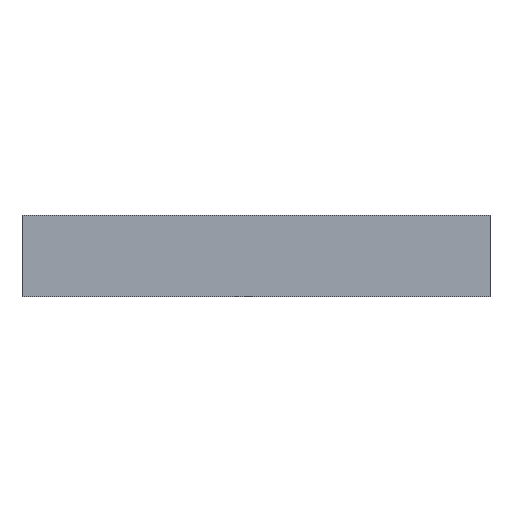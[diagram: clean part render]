
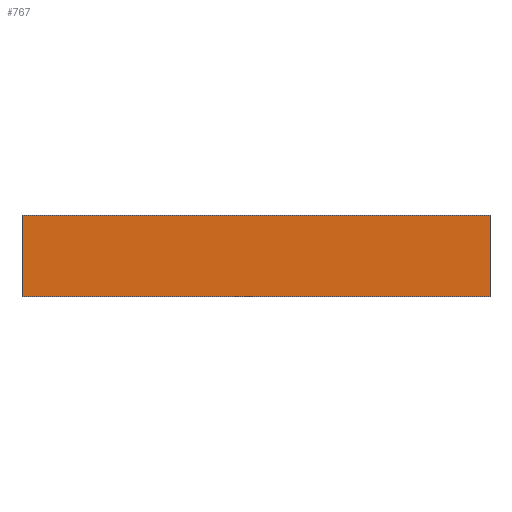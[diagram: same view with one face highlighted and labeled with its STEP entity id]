
A CAD part, left-side view. The second image highlights one B-rep face of the part: STEP entity #767.
In plain terms, the highlighted planar face has unit normal (-1, 0, 0).
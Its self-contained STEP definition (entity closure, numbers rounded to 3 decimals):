
#36 = CARTESIAN_POINT ( 'NONE',  ( -600., -417.5, 0. ) ) ;
#83 = DIRECTION ( 'NONE',  ( 0., 0., -1. ) ) ;
#120 = CARTESIAN_POINT ( 'NONE',  ( -600., -417.5, 145. ) ) ;
#153 = CARTESIAN_POINT ( 'NONE',  ( -600., -417.5, 145. ) ) ;
#304 = VECTOR ( 'NONE', #492, 1000. ) ;
#364 = VERTEX_POINT ( 'NONE', #1426 ) ;
#492 = DIRECTION ( 'NONE',  ( 0., -1., 0. ) ) ;
#501 = CARTESIAN_POINT ( 'NONE',  ( -600., 417.5, 145. ) ) ;
#570 = LINE ( 'NONE', #120, #734 ) ;
#613 = AXIS2_PLACEMENT_3D ( 'NONE', #1533, #1551, #83 ) ;
#706 = PLANE ( 'NONE',  #613 ) ;
#734 = VECTOR ( 'NONE', #1058, 1000. ) ;
#741 = CARTESIAN_POINT ( 'NONE',  ( -600., -417.5, 145. ) ) ;
#767 = ADVANCED_FACE ( 'NONE', ( #1783 ), #706, .F. ) ;
#769 = CARTESIAN_POINT ( 'NONE',  ( -600., 417.5, 0. ) ) ;
#771 = ORIENTED_EDGE ( 'NONE', *, *, #1876, .F. ) ;
#830 = VERTEX_POINT ( 'NONE', #741 ) ;
#929 = LINE ( 'NONE', #153, #304 ) ;
#960 = VERTEX_POINT ( 'NONE', #1762 ) ;
#972 = ORIENTED_EDGE ( 'NONE', *, *, #1562, .T. ) ;
#1058 = DIRECTION ( 'NONE',  ( 0., 0., -1. ) ) ;
#1097 = EDGE_CURVE ( 'NONE', #960, #1125, #2118, .T. ) ;
#1125 = VERTEX_POINT ( 'NONE', #769 ) ;
#1131 = ORIENTED_EDGE ( 'NONE', *, *, #1097, .T. ) ;
#1178 = ORIENTED_EDGE ( 'NONE', *, *, #1340, .F. ) ;
#1340 = EDGE_CURVE ( 'NONE', #960, #830, #929, .T. ) ;
#1426 = CARTESIAN_POINT ( 'NONE',  ( -600., -417.5, 0. ) ) ;
#1510 = VECTOR ( 'NONE', #1656, 1000. ) ;
#1533 = CARTESIAN_POINT ( 'NONE',  ( -600., -417.5, 145. ) ) ;
#1551 = DIRECTION ( 'NONE',  ( 1., 0., 0. ) ) ;
#1562 = EDGE_CURVE ( 'NONE', #1125, #364, #1800, .T. ) ;
#1656 = DIRECTION ( 'NONE',  ( 0., -1., 0. ) ) ;
#1698 = EDGE_LOOP ( 'NONE', ( #972, #771, #1178, #1131 ) ) ;
#1759 = DIRECTION ( 'NONE',  ( 0., 0., -1. ) ) ;
#1762 = CARTESIAN_POINT ( 'NONE',  ( -600., 417.5, 145. ) ) ;
#1783 = FACE_OUTER_BOUND ( 'NONE', #1698, .T. ) ;
#1800 = LINE ( 'NONE', #36, #1510 ) ;
#1876 = EDGE_CURVE ( 'NONE', #830, #364, #570, .T. ) ;
#1911 = VECTOR ( 'NONE', #1759, 1000. ) ;
#2118 = LINE ( 'NONE', #501, #1911 ) ;
